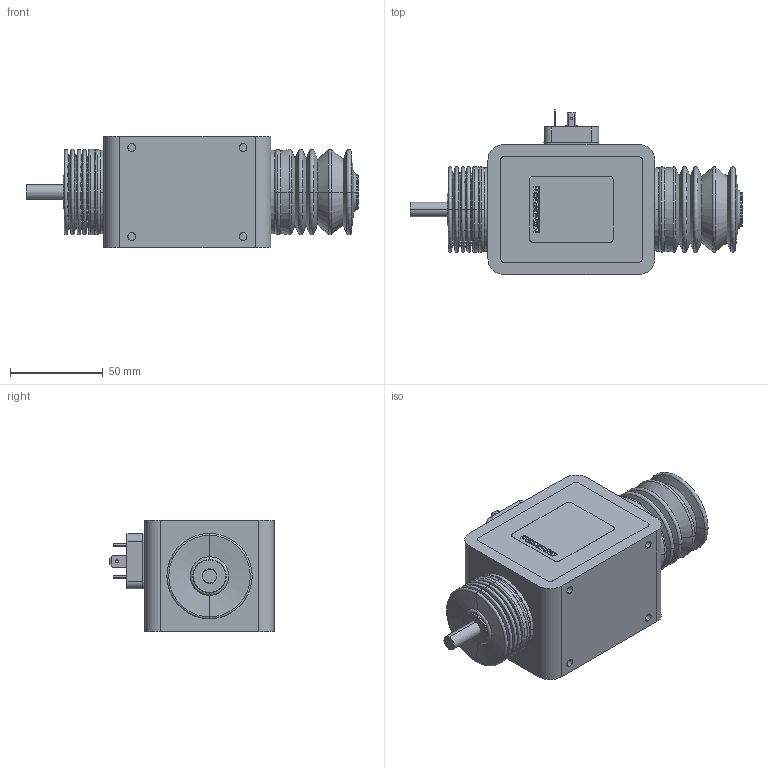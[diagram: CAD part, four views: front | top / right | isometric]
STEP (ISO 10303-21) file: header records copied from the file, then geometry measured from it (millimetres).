
FILE_DESCRIPTION (( 'STEP AP214' ), '1' );
FILE_NAME ('Rahmen-Hubmagnet-43060005-external.STEP', '2021-09-27T11:11:03', ( '' ), ( '' ), 'SwSTEP 2.0', 'SolidWorks 2018', '' );
FILE_SCHEMA (( 'AUTOMOTIVE_DESIGN' ));
Length unit declared in the file: millimetre
Products named in the file (1): Rahmen-Hubmagnet-43060005-external
Bounding box: 179 x 88.9 x 60.1 mm (x, y, z)
Surface area: 59877.8 mm2 (no closed solid volume)
Topology: 0 solids, 32 shells, 299 faces, 993 edges, 718 vertices
Faces by surface type: plane 125, cylinder 78, cone 52, torus 40, sphere 4
Entity records: 14397 total; most frequent: CARTESIAN_POINT 2319, DIRECTION 1941, ORIENTED_EDGE 1555, EDGE_CURVE 993, VERTEX_POINT 718, AXIS2_PLACEMENT_3D 696, LINE 549, VECTOR 549
